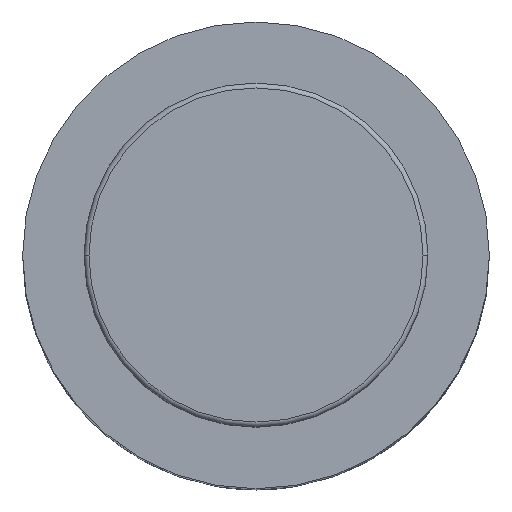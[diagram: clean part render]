
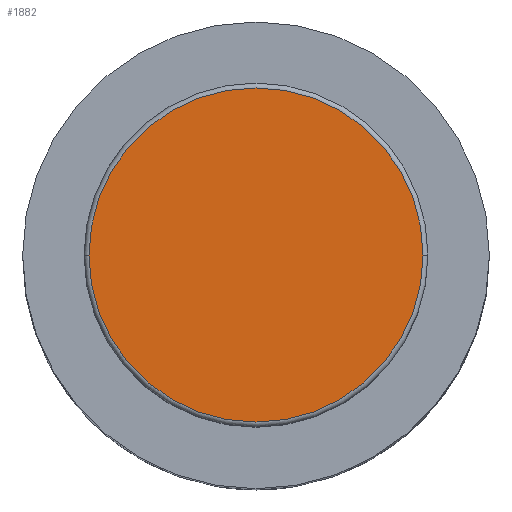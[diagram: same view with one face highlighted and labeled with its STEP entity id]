
A CAD part, top view. The second image highlights one B-rep face of the part: STEP entity #1882.
In plain terms, the highlighted planar face has unit normal (0, 0, 1).
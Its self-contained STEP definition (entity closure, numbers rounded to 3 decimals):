
#137 = DIRECTION ( 'NONE',  ( 1., 0., 0. ) ) ;
#198 = CIRCLE ( 'NONE', #473, 34. ) ;
#255 = VERTEX_POINT ( 'NONE', #1922 ) ;
#473 = AXIS2_PLACEMENT_3D ( 'NONE', #2554, #790, #1337 ) ;
#635 = DIRECTION ( 'NONE',  ( 0., 0., 1. ) ) ;
#652 = ORIENTED_EDGE ( 'NONE', *, *, #2215, .T. ) ;
#678 = AXIS2_PLACEMENT_3D ( 'NONE', #1938, #914, #767 ) ;
#693 = ORIENTED_EDGE ( 'NONE', *, *, #2282, .T. ) ;
#719 = CARTESIAN_POINT ( 'NONE',  ( 0., 0., 185. ) ) ;
#767 = DIRECTION ( 'NONE',  ( 1., 0., 0. ) ) ;
#787 = CARTESIAN_POINT ( 'NONE',  ( 34., 0., 185. ) ) ;
#790 = DIRECTION ( 'NONE',  ( 0., 0., 1. ) ) ;
#914 = DIRECTION ( 'NONE',  ( 0., 0., 1. ) ) ;
#1205 = EDGE_LOOP ( 'NONE', ( #693, #652 ) ) ;
#1245 = AXIS2_PLACEMENT_3D ( 'NONE', #719, #635, #137 ) ;
#1337 = DIRECTION ( 'NONE',  ( 1., 0., 0. ) ) ;
#1690 = CIRCLE ( 'NONE', #678, 34. ) ;
#1708 = PLANE ( 'NONE',  #1245 ) ;
#1882 = ADVANCED_FACE ( 'NONE', ( #2023 ), #1708, .T. ) ;
#1922 = CARTESIAN_POINT ( 'NONE',  ( -34., 0., 185. ) ) ;
#1938 = CARTESIAN_POINT ( 'NONE',  ( 0., 0., 185. ) ) ;
#2023 = FACE_OUTER_BOUND ( 'NONE', #1205, .T. ) ;
#2091 = VERTEX_POINT ( 'NONE', #787 ) ;
#2215 = EDGE_CURVE ( 'NONE', #255, #2091, #1690, .T. ) ;
#2282 = EDGE_CURVE ( 'NONE', #2091, #255, #198, .T. ) ;
#2554 = CARTESIAN_POINT ( 'NONE',  ( 0., 0., 185. ) ) ;
